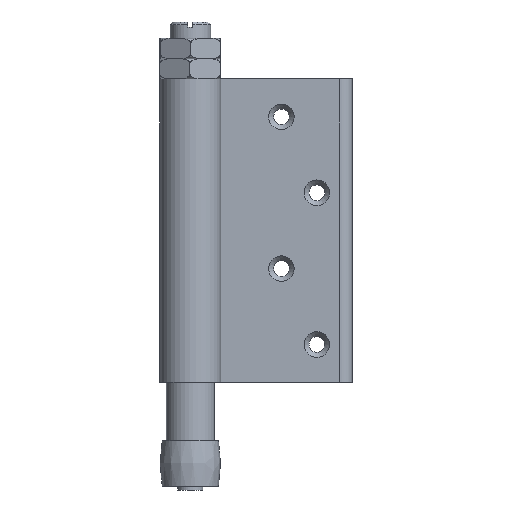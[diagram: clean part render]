
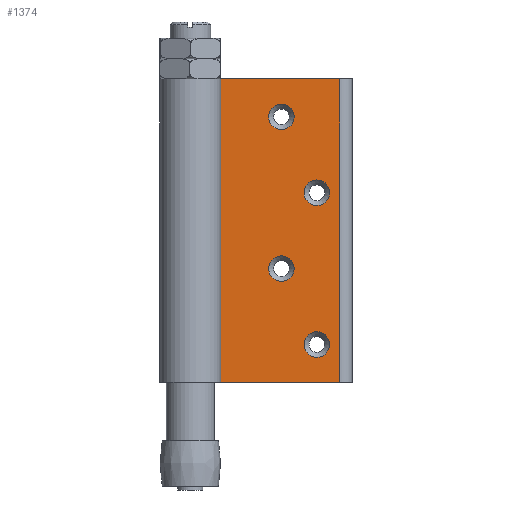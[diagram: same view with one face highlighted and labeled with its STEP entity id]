
A CAD part, left-side view. The second image highlights one B-rep face of the part: STEP entity #1374.
In plain terms, the highlighted face is planar.
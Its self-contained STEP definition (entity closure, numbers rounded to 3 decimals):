
#93=FACE_BOUND('',#465,.T.);
#94=FACE_BOUND('',#466,.T.);
#95=FACE_BOUND('',#467,.T.);
#96=FACE_BOUND('',#468,.T.);
#161=LINE('',#2458,#245);
#162=LINE('',#2462,#246);
#163=LINE('',#2464,#247);
#164=LINE('',#2465,#248);
#245=VECTOR('',#2009,10.);
#246=VECTOR('',#2014,10.);
#247=VECTOR('',#2015,10.);
#248=VECTOR('',#2016,10.);
#308=PLANE('',#1674);
#377=FACE_OUTER_BOUND('',#464,.T.);
#464=EDGE_LOOP('',(#1139,#1140,#1141,#1142));
#465=EDGE_LOOP('',(#1143,#1144));
#466=EDGE_LOOP('',(#1145,#1146));
#467=EDGE_LOOP('',(#1147,#1148));
#468=EDGE_LOOP('',(#1149,#1150));
#553=CIRCLE('',#1641,5.05);
#554=CIRCLE('',#1642,5.05);
#558=CIRCLE('',#1648,5.05);
#559=CIRCLE('',#1649,5.05);
#563=CIRCLE('',#1655,5.05);
#564=CIRCLE('',#1656,5.05);
#568=CIRCLE('',#1662,5.05);
#569=CIRCLE('',#1663,5.05);
#655=VERTEX_POINT('',#2378);
#656=VERTEX_POINT('',#2379);
#660=VERTEX_POINT('',#2392);
#661=VERTEX_POINT('',#2393);
#665=VERTEX_POINT('',#2406);
#666=VERTEX_POINT('',#2407);
#670=VERTEX_POINT('',#2420);
#671=VERTEX_POINT('',#2421);
#683=VERTEX_POINT('',#2455);
#684=VERTEX_POINT('',#2457);
#685=VERTEX_POINT('',#2461);
#686=VERTEX_POINT('',#2463);
#811=EDGE_CURVE('',#655,#656,#553,.T.);
#812=EDGE_CURVE('',#656,#655,#554,.T.);
#818=EDGE_CURVE('',#660,#661,#558,.T.);
#819=EDGE_CURVE('',#661,#660,#559,.T.);
#825=EDGE_CURVE('',#665,#666,#563,.T.);
#826=EDGE_CURVE('',#666,#665,#564,.T.);
#832=EDGE_CURVE('',#670,#671,#568,.T.);
#833=EDGE_CURVE('',#671,#670,#569,.T.);
#850=EDGE_CURVE('',#684,#683,#161,.T.);
#852=EDGE_CURVE('',#683,#685,#162,.T.);
#853=EDGE_CURVE('',#686,#685,#163,.T.);
#854=EDGE_CURVE('',#686,#684,#164,.T.);
#1139=ORIENTED_EDGE('',*,*,#852,.T.);
#1140=ORIENTED_EDGE('',*,*,#853,.F.);
#1141=ORIENTED_EDGE('',*,*,#854,.T.);
#1142=ORIENTED_EDGE('',*,*,#850,.T.);
#1143=ORIENTED_EDGE('',*,*,#811,.T.);
#1144=ORIENTED_EDGE('',*,*,#812,.T.);
#1145=ORIENTED_EDGE('',*,*,#818,.T.);
#1146=ORIENTED_EDGE('',*,*,#819,.T.);
#1147=ORIENTED_EDGE('',*,*,#825,.T.);
#1148=ORIENTED_EDGE('',*,*,#826,.T.);
#1149=ORIENTED_EDGE('',*,*,#832,.T.);
#1150=ORIENTED_EDGE('',*,*,#833,.T.);
#1374=ADVANCED_FACE('',(#377,#93,#94,#95,#96),#308,.T.);
#1641=AXIS2_PLACEMENT_3D('',#2380,#1927,#1928);
#1642=AXIS2_PLACEMENT_3D('',#2381,#1929,#1930);
#1648=AXIS2_PLACEMENT_3D('',#2394,#1943,#1944);
#1649=AXIS2_PLACEMENT_3D('',#2395,#1945,#1946);
#1655=AXIS2_PLACEMENT_3D('',#2408,#1959,#1960);
#1656=AXIS2_PLACEMENT_3D('',#2409,#1961,#1962);
#1662=AXIS2_PLACEMENT_3D('',#2422,#1975,#1976);
#1663=AXIS2_PLACEMENT_3D('',#2423,#1977,#1978);
#1674=AXIS2_PLACEMENT_3D('',#2460,#2012,#2013);
#1927=DIRECTION('center_axis',(0.,1.,0.));
#1928=DIRECTION('ref_axis',(1.,0.,0.));
#1929=DIRECTION('center_axis',(0.,1.,0.));
#1930=DIRECTION('ref_axis',(1.,0.,0.));
#1943=DIRECTION('center_axis',(0.,1.,0.));
#1944=DIRECTION('ref_axis',(1.,0.,0.));
#1945=DIRECTION('center_axis',(0.,1.,0.));
#1946=DIRECTION('ref_axis',(1.,0.,0.));
#1959=DIRECTION('center_axis',(0.,1.,0.));
#1960=DIRECTION('ref_axis',(1.,0.,0.));
#1961=DIRECTION('center_axis',(0.,1.,0.));
#1962=DIRECTION('ref_axis',(1.,0.,0.));
#1975=DIRECTION('center_axis',(0.,1.,0.));
#1976=DIRECTION('ref_axis',(1.,0.,0.));
#1977=DIRECTION('center_axis',(0.,1.,0.));
#1978=DIRECTION('ref_axis',(1.,0.,0.));
#2009=DIRECTION('',(0.,0.,1.));
#2012=DIRECTION('center_axis',(0.,-1.,0.));
#2013=DIRECTION('ref_axis',(0.,0.,-1.));
#2014=DIRECTION('',(-1.,0.,0.));
#2015=DIRECTION('',(0.,0.,1.));
#2016=DIRECTION('',(1.,0.,0.));
#2378=CARTESIAN_POINT('',(55.082,7.933,75.));
#2379=CARTESIAN_POINT('',(44.982,7.933,75.));
#2380=CARTESIAN_POINT('Origin',(50.032,7.933,75.));
#2381=CARTESIAN_POINT('Origin',(50.032,7.933,75.));
#2392=CARTESIAN_POINT('',(55.082,7.933,15.));
#2393=CARTESIAN_POINT('',(44.982,7.933,15.));
#2394=CARTESIAN_POINT('Origin',(50.032,7.933,15.));
#2395=CARTESIAN_POINT('Origin',(50.032,7.933,15.));
#2406=CARTESIAN_POINT('',(41.082,7.933,45.));
#2407=CARTESIAN_POINT('',(30.982,7.933,45.));
#2408=CARTESIAN_POINT('Origin',(36.032,7.933,45.));
#2409=CARTESIAN_POINT('Origin',(36.032,7.933,45.));
#2420=CARTESIAN_POINT('',(41.082,7.933,105.));
#2421=CARTESIAN_POINT('',(30.982,7.933,105.));
#2422=CARTESIAN_POINT('Origin',(36.032,7.933,105.));
#2423=CARTESIAN_POINT('Origin',(36.032,7.933,105.));
#2455=CARTESIAN_POINT('',(59.032,7.933,120.));
#2457=CARTESIAN_POINT('',(59.032,7.933,0.));
#2458=CARTESIAN_POINT('',(59.032,7.933,0.));
#2460=CARTESIAN_POINT('Origin',(59.032,7.933,0.));
#2461=CARTESIAN_POINT('',(0.032,7.933,120.));
#2462=CARTESIAN_POINT('',(0.032,7.933,120.));
#2463=CARTESIAN_POINT('',(0.032,7.933,0.));
#2464=CARTESIAN_POINT('',(0.032,7.933,0.));
#2465=CARTESIAN_POINT('',(0.032,7.933,0.));
